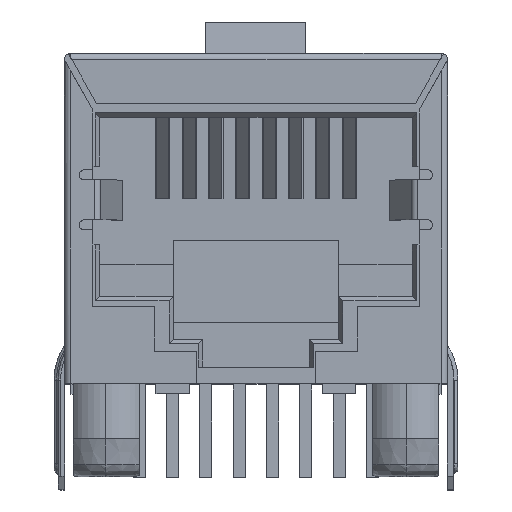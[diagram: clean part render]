
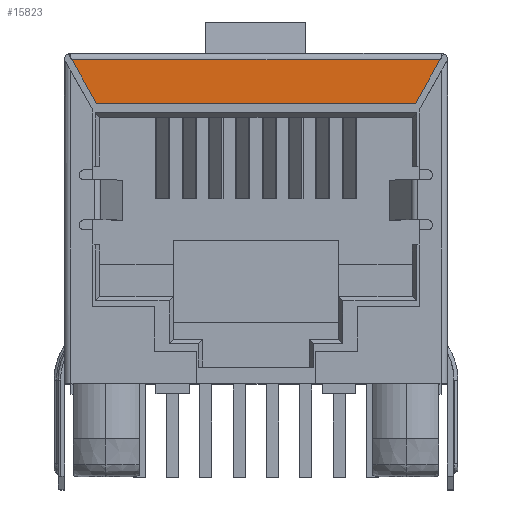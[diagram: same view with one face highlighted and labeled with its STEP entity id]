
A CAD part, top view. The second image highlights one B-rep face of the part: STEP entity #15823.
In plain terms, the highlighted planar face has unit normal (0, 0, 1).
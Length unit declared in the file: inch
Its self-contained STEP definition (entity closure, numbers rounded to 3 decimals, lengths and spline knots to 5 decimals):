
#288 = DIRECTION ( 'NONE',  ( 1., 0., 0. ) ) ;
#537 = CARTESIAN_POINT ( 'NONE',  ( -0.23924, 0.2289, 0.3675 ) ) ;
#637 = PLANE ( 'NONE',  #14105 ) ;
#1082 = DIRECTION ( 'NONE',  ( -0.493, -0.87, 0. ) ) ;
#2066 = DIRECTION ( 'NONE',  ( 0., 0., -1. ) ) ;
#2797 = VECTOR ( 'NONE', #15974, 39.37008 ) ;
#3987 = EDGE_CURVE ( 'NONE', #10759, #14458, #10641, .T. ) ;
#4357 = CARTESIAN_POINT ( 'NONE',  ( 0.28751, 0.2939, 0.3675 ) ) ;
#4842 = EDGE_CURVE ( 'NONE', #9670, #10759, #17601, .T. ) ;
#5070 = ORIENTED_EDGE ( 'NONE', *, *, #14180, .F. ) ;
#5951 = VECTOR ( 'NONE', #1082, 39.37008 ) ;
#6004 = CARTESIAN_POINT ( 'NONE',  ( 0.2761, 0.2939, 0.3675 ) ) ;
#6705 = VERTEX_POINT ( 'NONE', #8875 ) ;
#7221 = CARTESIAN_POINT ( 'NONE',  ( 0.28751, 0.2289, 0.3675 ) ) ;
#7355 = EDGE_LOOP ( 'NONE', ( #5070, #15627, #18563, #14424 ) ) ;
#8875 = CARTESIAN_POINT ( 'NONE',  ( -0.27608, 0.2939, 0.3675 ) ) ;
#9435 = VECTOR ( 'NONE', #9566, 39.37008 ) ;
#9566 = DIRECTION ( 'NONE',  ( -0.493, 0.87, 0. ) ) ;
#9670 = VERTEX_POINT ( 'NONE', #6004 ) ;
#10641 = LINE ( 'NONE', #7221, #2797 ) ;
#10759 = VERTEX_POINT ( 'NONE', #15764 ) ;
#11105 = EDGE_CURVE ( 'NONE', #14458, #6705, #15471, .T. ) ;
#13474 = DIRECTION ( 'NONE',  ( -1., 0., 0. ) ) ;
#13598 = CARTESIAN_POINT ( 'NONE',  ( 0.28751, -0.1911, 0.3675 ) ) ;
#13634 = CARTESIAN_POINT ( 'NONE',  ( -0.23924, 0.2289, 0.3675 ) ) ;
#14105 = AXIS2_PLACEMENT_3D ( 'NONE', #13598, #2066, #13474 ) ;
#14180 = EDGE_CURVE ( 'NONE', #6705, #9670, #14560, .T. ) ;
#14424 = ORIENTED_EDGE ( 'NONE', *, *, #4842, .F. ) ;
#14458 = VERTEX_POINT ( 'NONE', #537 ) ;
#14560 = LINE ( 'NONE', #4357, #15660 ) ;
#15413 = CARTESIAN_POINT ( 'NONE',  ( 0.2761, 0.2939, 0.3675 ) ) ;
#15471 = LINE ( 'NONE', #13634, #9435 ) ;
#15627 = ORIENTED_EDGE ( 'NONE', *, *, #11105, .F. ) ;
#15660 = VECTOR ( 'NONE', #288, 39.37008 ) ;
#15764 = CARTESIAN_POINT ( 'NONE',  ( 0.23926, 0.2289, 0.3675 ) ) ;
#15823 = ADVANCED_FACE ( 'NONE', ( #17250 ), #637, .F. ) ;
#15974 = DIRECTION ( 'NONE',  ( -1., 0., 0. ) ) ;
#17250 = FACE_OUTER_BOUND ( 'NONE', #7355, .T. ) ;
#17601 = LINE ( 'NONE', #15413, #5951 ) ;
#18563 = ORIENTED_EDGE ( 'NONE', *, *, #3987, .F. ) ;
